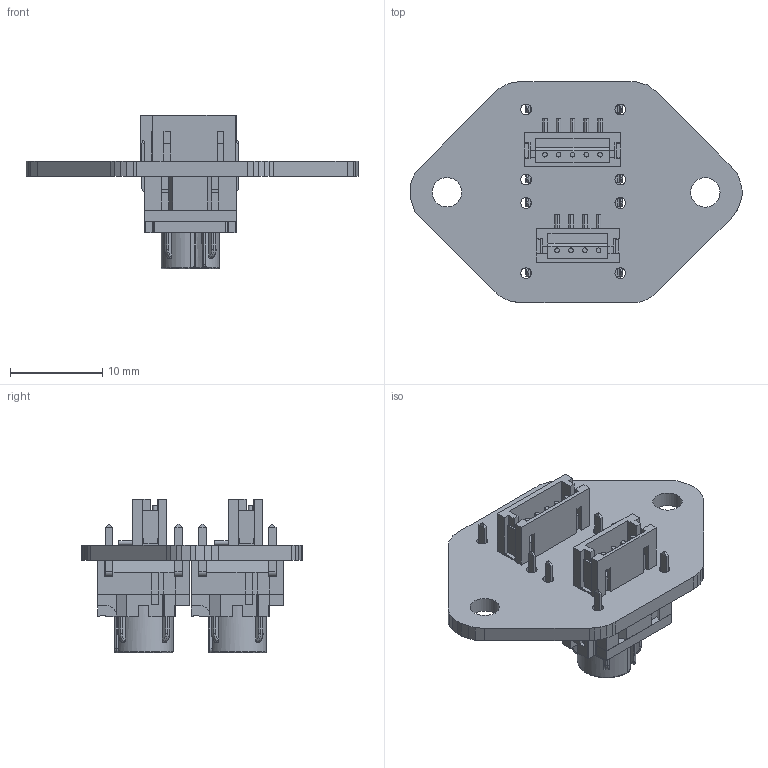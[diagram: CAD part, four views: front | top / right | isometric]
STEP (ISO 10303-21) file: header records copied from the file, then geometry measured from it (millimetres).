
FILE_DESCRIPTION(('Open CASCADE Model'),'2;1');
FILE_NAME('Open CASCADE Shape Model','2017-04-09T10:32:41',('Author'),( 'Open CASCADE'),'Open CASCADE STEP processor 6.2','Open CASCADE 6.2' ,'Unknown');
FILE_SCHEMA(('AUTOMOTIVE_DESIGN { 1 0 10303 214 1 1 1 1 }'));
Length unit declared in the file: millimetre
Products named in the file (9): PCB; Board; J4; 懦伎詢簽偌聽; J3; J2; B4B-ZR-SM4-TF; J1; B5B-ZR-SM4-TF
Assembly tree (9 placements, depth 3):
  PCB
    Board
    J4
      懦伎詢簽偌聽
    J3
      懦伎詢簽偌聽
    J2
      B4B-ZR-SM4-TF
    J1
      B5B-ZR-SM4-TF
Bounding box: 36.07 x 24.03 x 16.71 mm (x, y, z)
Volume: 2399.6 mm3; surface area: 3899.1 mm2
Topology: 9 solids, 9 shells, 787 faces, 2131 edges, 1375 vertices
Faces by surface type: plane 563, cylinder 148, bspline 48, cone 18, torus 10
Full cylindrical faces by diameter (mm): 1.168 x8, 3.2 x2
Entity records: 40608 total; most frequent: CARTESIAN_POINT 11845, DIRECTION 4621, LINE 3033, VECTOR 3033, ORIENTED_EDGE 2754, PCURVE 2754, DEFINITIONAL_REPRESENTATION 2754, EDGE_CURVE 1377
